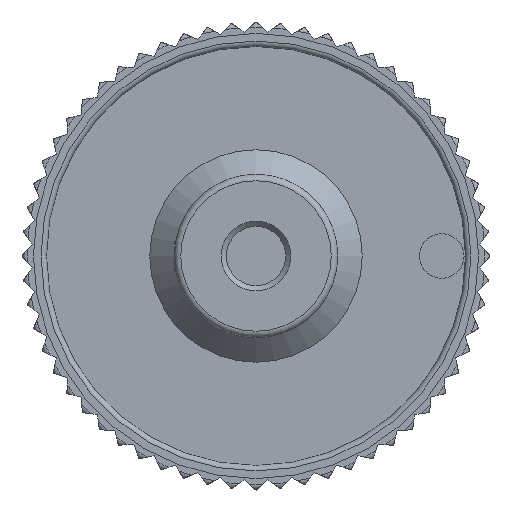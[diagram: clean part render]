
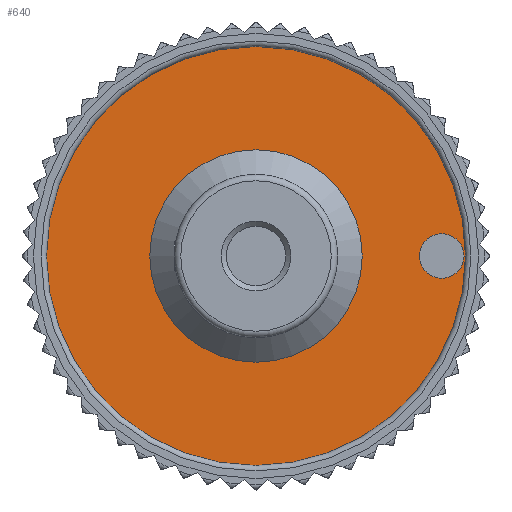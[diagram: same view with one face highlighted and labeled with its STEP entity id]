
A CAD part, front view. The second image highlights one B-rep face of the part: STEP entity #640.
In plain terms, the highlighted planar face has unit normal (0, -1, 0).
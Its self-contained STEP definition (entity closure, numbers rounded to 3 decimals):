
#640 = ADVANCED_FACE( '', ( #1424, #1425, #1426 ), #1427, .F. );
#1424 = FACE_BOUND( '', #2358, .T. );
#1425 = FACE_BOUND( '', #2359, .T. );
#1426 = FACE_OUTER_BOUND( '', #2360, .T. );
#1427 = PLANE( '', #2361 );
#2358 = EDGE_LOOP( '', ( #4469 ) );
#2359 = EDGE_LOOP( '', ( #4470 ) );
#2360 = EDGE_LOOP( '', ( #4471 ) );
#2361 = AXIS2_PLACEMENT_3D( '', #4472, #4473, #4474 );
#4469 = ORIENTED_EDGE( '', *, *, #6488, .F. );
#4470 = ORIENTED_EDGE( '', *, *, #6489, .F. );
#4471 = ORIENTED_EDGE( '', *, *, #5620, .T. );
#4472 = CARTESIAN_POINT( '', ( 28.2, 36.91, 0. ) );
#4473 = DIRECTION( '', ( 0., 1., 0. ) );
#4474 = DIRECTION( '', ( 0., 0., 1. ) );
#5620 = EDGE_CURVE( '', #6736, #6736, #6737, .T. );
#6488 = EDGE_CURVE( '', #8121, #8121, #8122, .T. );
#6489 = EDGE_CURVE( '', #8123, #8123, #8124, .F. );
#6736 = VERTEX_POINT( '', #8428 );
#6737 = CIRCLE( '', #8429, 28.2 );
#8121 = VERTEX_POINT( '', #12147 );
#8122 = CIRCLE( '', #12148, 14.3 );
#8123 = VERTEX_POINT( '', #12149 );
#8124 = CIRCLE( '', #12150, 3. );
#8428 = CARTESIAN_POINT( '', ( 0., 36.91, -28.2 ) );
#8429 = AXIS2_PLACEMENT_3D( '', #12829, #12830, #12831 );
#12147 = CARTESIAN_POINT( '', ( 0., 36.91, -14.3 ) );
#12148 = AXIS2_PLACEMENT_3D( '', #13634, #13635, #13636 );
#12149 = CARTESIAN_POINT( '', ( 25., 36.91, 3. ) );
#12150 = AXIS2_PLACEMENT_3D( '', #13637, #13638, #13639 );
#12829 = CARTESIAN_POINT( '', ( 0., 36.91, 0. ) );
#12830 = DIRECTION( '', ( 0., -1., 0. ) );
#12831 = DIRECTION( '', ( 0., 0., -1. ) );
#13634 = CARTESIAN_POINT( '', ( 0., 36.91, 0. ) );
#13635 = DIRECTION( '', ( 0., -1., 0. ) );
#13636 = DIRECTION( '', ( 0., 0., -1. ) );
#13637 = CARTESIAN_POINT( '', ( 25., 36.91, 0. ) );
#13638 = DIRECTION( '', ( 0., 1., 0. ) );
#13639 = DIRECTION( '', ( 0., 0., 1. ) );
